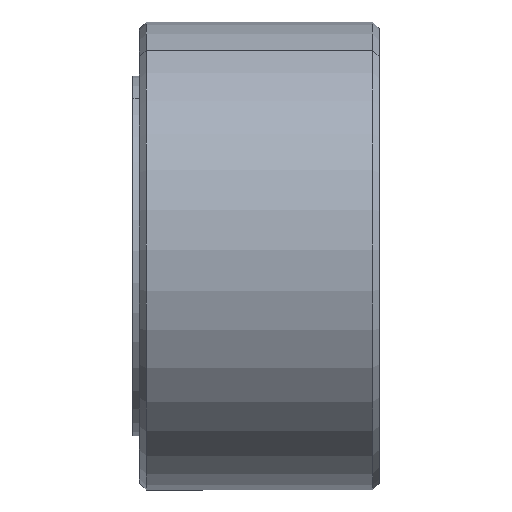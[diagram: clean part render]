
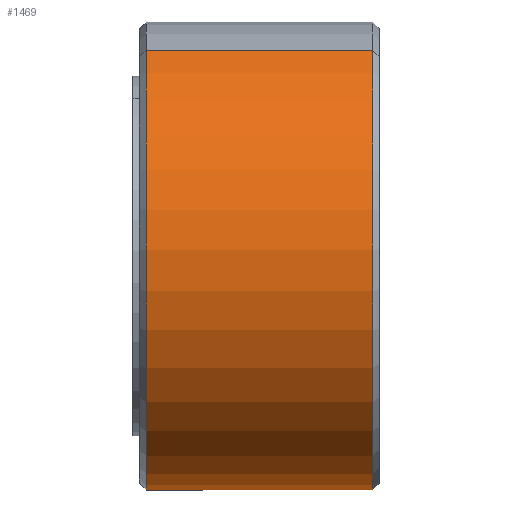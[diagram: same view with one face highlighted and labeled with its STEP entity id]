
A CAD part, top view. The second image highlights one B-rep face of the part: STEP entity #1469.
In plain terms, the highlighted cylindrical face has radius 17.575 mm (diameter 35.15 mm), a partial arc.
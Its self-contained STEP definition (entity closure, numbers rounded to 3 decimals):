
#302=CARTESIAN_POINT('Vertex',(18.,-15.424,-8.426)) ;
#309=CARTESIAN_POINT('Vertex',(18.,15.424,8.426)) ;
#336=CARTESIAN_POINT('Axis2P3D Location',(18.,0.,0.)) ;
#362=CARTESIAN_POINT('Vertex',(1.,-15.424,-8.426)) ;
#378=CARTESIAN_POINT('Vertex',(1.,15.424,8.426)) ;
#403=CARTESIAN_POINT('Axis2P3D Location',(1.,0.,0.)) ;
#1416=CARTESIAN_POINT('Axis2P3D Location',(9.25,0.,0.)) ;
#1421=CARTESIAN_POINT('Line Origine',(9.5,-15.424,-8.426)) ;
#1425=CARTESIAN_POINT('Vertex',(15.25,-15.424,-8.426)) ;
#1428=CARTESIAN_POINT('Line Origine',(9.5,15.424,8.426)) ;
#1433=CARTESIAN_POINT('Line Origine',(9.5,-15.424,-8.426)) ;
#1437=CARTESIAN_POINT('Vertex',(3.15,-15.424,-8.426)) ;
#1440=CARTESIAN_POINT('Axis2P3D Location',(3.15,0.,0.)) ;
#1444=CARTESIAN_POINT('Vertex',(3.15,-16.715,-5.431)) ;
#1447=CARTESIAN_POINT('Line Origine',(9.5,-16.715,-5.431)) ;
#1451=CARTESIAN_POINT('Vertex',(15.25,-16.715,-5.431)) ;
#1454=CARTESIAN_POINT('Axis2P3D Location',(15.25,0.,0.)) ;
#337=DIRECTION('Axis2P3D Direction',(1.,0.,0.)) ;
#404=DIRECTION('Axis2P3D Direction',(1.,0.,0.)) ;
#1417=DIRECTION('Axis2P3D Direction',(1.,0.,0.)) ;
#1418=DIRECTION('Axis2P3D XDirection',(0.,0.878,0.479)) ;
#1422=DIRECTION('Vector Direction',(1.,0.,0.)) ;
#1429=DIRECTION('Vector Direction',(1.,0.,0.)) ;
#1434=DIRECTION('Vector Direction',(1.,0.,0.)) ;
#1441=DIRECTION('Axis2P3D Direction',(1.,0.,0.)) ;
#1448=DIRECTION('Vector Direction',(1.,0.,0.)) ;
#1455=DIRECTION('Axis2P3D Direction',(1.,0.,0.)) ;
#338=AXIS2_PLACEMENT_3D('Circle Axis2P3D',#336,#337,$) ;
#405=AXIS2_PLACEMENT_3D('Circle Axis2P3D',#403,#404,$) ;
#1419=AXIS2_PLACEMENT_3D('Cylinder Axis2P3D',#1416,#1417,#1418) ;
#1442=AXIS2_PLACEMENT_3D('Circle Axis2P3D',#1440,#1441,$) ;
#1456=AXIS2_PLACEMENT_3D('Circle Axis2P3D',#1454,#1455,$) ;
#1460=ORIENTED_EDGE('',*,*,#1427,.F.) ;
#1461=ORIENTED_EDGE('',*,*,#340,.F.) ;
#1462=ORIENTED_EDGE('',*,*,#1432,.T.) ;
#1463=ORIENTED_EDGE('',*,*,#407,.T.) ;
#1464=ORIENTED_EDGE('',*,*,#1439,.F.) ;
#1465=ORIENTED_EDGE('',*,*,#1446,.F.) ;
#1466=ORIENTED_EDGE('',*,*,#1453,.T.) ;
#1467=ORIENTED_EDGE('',*,*,#1458,.T.) ;
#1423=VECTOR('Line Direction',#1422,1.) ;
#1430=VECTOR('Line Direction',#1429,1.) ;
#1435=VECTOR('Line Direction',#1434,1.) ;
#1449=VECTOR('Line Direction',#1448,1.) ;
#1469=ADVANCED_FACE('Corps principal',(#1468),#1420,.T.) ;
#339=CIRCLE('generated circle',#338,17.575) ;
#406=CIRCLE('generated circle',#405,17.575) ;
#1443=CIRCLE('generated circle',#1442,17.575) ;
#1457=CIRCLE('generated circle',#1456,17.575) ;
#1420=CYLINDRICAL_SURFACE('generated cylinder',#1419,17.575) ;
#340=EDGE_CURVE('',#310,#303,#339,.T.) ;
#407=EDGE_CURVE('',#379,#363,#406,.T.) ;
#1427=EDGE_CURVE('',#303,#1426,#1424,.F.) ;
#1432=EDGE_CURVE('',#310,#379,#1431,.F.) ;
#1439=EDGE_CURVE('',#1438,#363,#1436,.F.) ;
#1446=EDGE_CURVE('',#1445,#1438,#1443,.T.) ;
#1453=EDGE_CURVE('',#1445,#1452,#1450,.T.) ;
#1458=EDGE_CURVE('',#1452,#1426,#1457,.T.) ;
#1459=EDGE_LOOP('',(#1460,#1461,#1462,#1463,#1464,#1465,#1466,#1467)) ;
#1468=FACE_OUTER_BOUND('',#1459,.T.) ;
#1424=LINE('Line',#1421,#1423) ;
#1431=LINE('Line',#1428,#1430) ;
#1436=LINE('Line',#1433,#1435) ;
#1450=LINE('Line',#1447,#1449) ;
#303=VERTEX_POINT('',#302) ;
#310=VERTEX_POINT('',#309) ;
#363=VERTEX_POINT('',#362) ;
#379=VERTEX_POINT('',#378) ;
#1426=VERTEX_POINT('',#1425) ;
#1438=VERTEX_POINT('',#1437) ;
#1445=VERTEX_POINT('',#1444) ;
#1452=VERTEX_POINT('',#1451) ;
